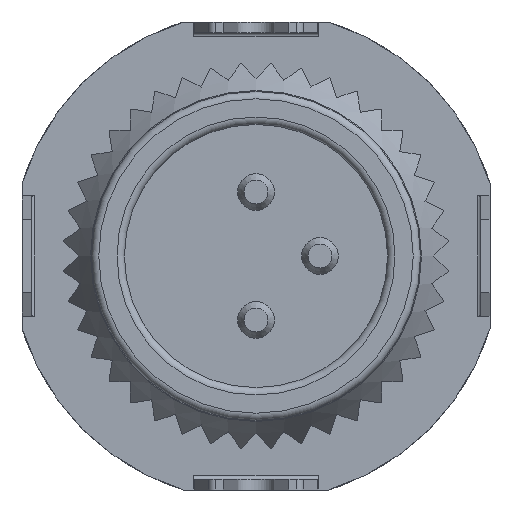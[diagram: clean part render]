
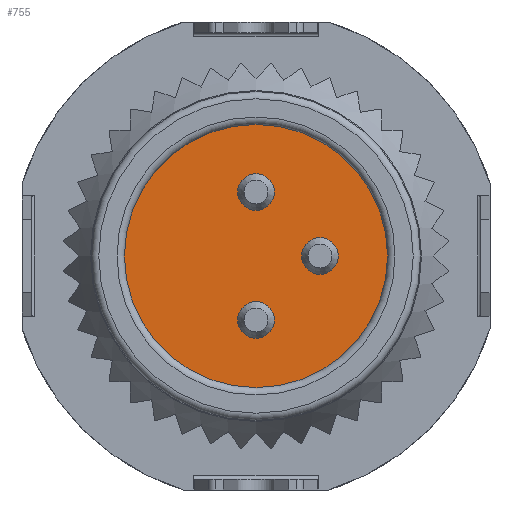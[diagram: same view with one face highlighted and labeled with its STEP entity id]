
A CAD part, left-side view. The second image highlights one B-rep face of the part: STEP entity #755.
In plain terms, the highlighted planar face has unit normal (-1, 0, 0).
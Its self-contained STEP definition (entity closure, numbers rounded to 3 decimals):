
#198=PLANE('',#5909);
#372=FACE_BOUND('',#1467,.T.);
#373=FACE_BOUND('',#1468,.T.);
#374=FACE_BOUND('',#1469,.T.);
#375=FACE_BOUND('',#1470,.T.);
#755=ADVANCED_FACE('',(#372,#373,#374,#375),#198,.T.);
#1467=EDGE_LOOP('',(#2743));
#1468=EDGE_LOOP('',(#2744));
#1469=EDGE_LOOP('',(#2745));
#1470=EDGE_LOOP('',(#2746));
#1791=CIRCLE('',#5902,0.5);
#1792=CIRCLE('',#5904,0.5);
#1793=CIRCLE('',#5906,0.5);
#1794=CIRCLE('',#5908,3.6);
#2743=ORIENTED_EDGE('',*,*,#4490,.T.);
#2744=ORIENTED_EDGE('',*,*,#4489,.T.);
#2745=ORIENTED_EDGE('',*,*,#4488,.T.);
#2746=ORIENTED_EDGE('',*,*,#4491,.T.);
#3827=VERTEX_POINT('',#9285);
#3828=VERTEX_POINT('',#9288);
#3829=VERTEX_POINT('',#9291);
#3830=VERTEX_POINT('',#9294);
#4488=EDGE_CURVE('',#3827,#3827,#1791,.T.);
#4489=EDGE_CURVE('',#3828,#3828,#1792,.T.);
#4490=EDGE_CURVE('',#3829,#3829,#1793,.T.);
#4491=EDGE_CURVE('',#3830,#3830,#1794,.T.);
#5902=AXIS2_PLACEMENT_3D('',#9284,#7028,#7029);
#5904=AXIS2_PLACEMENT_3D('',#9287,#7032,#7033);
#5906=AXIS2_PLACEMENT_3D('',#9290,#7036,#7037);
#5908=AXIS2_PLACEMENT_3D('',#9293,#7040,#7041);
#5909=AXIS2_PLACEMENT_3D('',#9295,#7042,#7043);
#7028=DIRECTION('',(1.,0.,0.));
#7029=DIRECTION('',(0.,0.,1.));
#7032=DIRECTION('',(1.,0.,0.));
#7033=DIRECTION('',(0.,0.,1.));
#7036=DIRECTION('',(1.,0.,0.));
#7037=DIRECTION('',(0.,0.,1.));
#7040=DIRECTION('',(-1.,0.,0.));
#7041=DIRECTION('',(0.,0.,1.));
#7042=DIRECTION('',(-1.,0.,0.));
#7043=DIRECTION('',(0.,0.,1.));
#9284=CARTESIAN_POINT('',(0.2,-1.75,0.));
#9285=CARTESIAN_POINT('',(0.2,-1.75,0.5));
#9287=CARTESIAN_POINT('',(0.2,0.,1.75));
#9288=CARTESIAN_POINT('',(0.2,0.,2.25));
#9290=CARTESIAN_POINT('',(0.2,0.,-1.75));
#9291=CARTESIAN_POINT('',(0.2,0.,-1.25));
#9293=CARTESIAN_POINT('',(0.2,0.,0.));
#9294=CARTESIAN_POINT('',(0.2,0.,3.6));
#9295=CARTESIAN_POINT('',(0.2,0.,0.));
